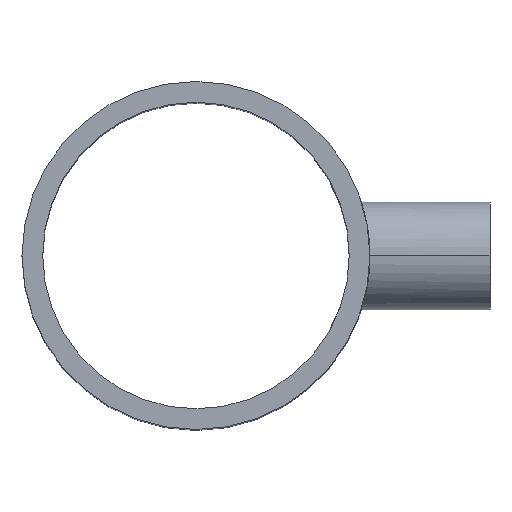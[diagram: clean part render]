
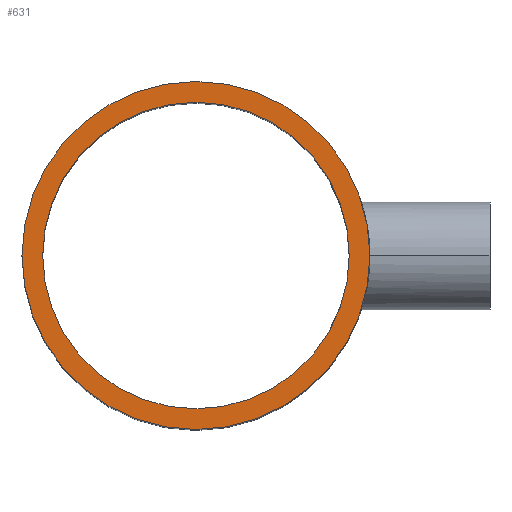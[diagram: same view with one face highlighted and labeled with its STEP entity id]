
A CAD part, top view. The second image highlights one B-rep face of the part: STEP entity #631.
In plain terms, the highlighted planar face has unit normal (0, 0, 1).
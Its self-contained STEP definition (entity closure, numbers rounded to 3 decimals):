
#45 = CARTESIAN_POINT ( 'NONE',  ( -177.5, 0., 287.5 ) ) ;
#88 = CARTESIAN_POINT ( 'NONE',  ( 0., 0., 287.5 ) ) ;
#124 = DIRECTION ( 'NONE',  ( 1., 0., 0. ) ) ;
#126 = DIRECTION ( 'NONE',  ( 0., 0., 1. ) ) ;
#127 = AXIS2_PLACEMENT_3D ( 'NONE', #335, #129, #642 ) ;
#129 = DIRECTION ( 'NONE',  ( 0., 0., 1. ) ) ;
#156 = CARTESIAN_POINT ( 'NONE',  ( 0., 0., 287.5 ) ) ;
#159 = DIRECTION ( 'NONE',  ( 0., 0., 1. ) ) ;
#165 = FACE_BOUND ( 'NONE', #479, .T. ) ;
#176 = CARTESIAN_POINT ( 'NONE',  ( 0., 0., 287.5 ) ) ;
#177 = EDGE_LOOP ( 'NONE', ( #331, #385 ) ) ;
#185 = CIRCLE ( 'NONE', #371, 156.4 ) ;
#216 = DIRECTION ( 'NONE',  ( 1., 0., 0. ) ) ;
#219 = AXIS2_PLACEMENT_3D ( 'NONE', #521, #159, #366 ) ;
#226 = ORIENTED_EDGE ( 'NONE', *, *, #281, .F. ) ;
#259 = PLANE ( 'NONE',  #646 ) ;
#281 = EDGE_CURVE ( 'NONE', #580, #636, #660, .T. ) ;
#291 = AXIS2_PLACEMENT_3D ( 'NONE', #176, #126, #590 ) ;
#296 = EDGE_CURVE ( 'NONE', #326, #525, #409, .T. ) ;
#326 = VERTEX_POINT ( 'NONE', #439 ) ;
#330 = EDGE_CURVE ( 'NONE', #636, #580, #185, .T. ) ;
#331 = ORIENTED_EDGE ( 'NONE', *, *, #639, .T. ) ;
#335 = CARTESIAN_POINT ( 'NONE',  ( 0., 0., 287.5 ) ) ;
#366 = DIRECTION ( 'NONE',  ( 1., 0., 0. ) ) ;
#370 = DIRECTION ( 'NONE',  ( 0., 0., 1. ) ) ;
#371 = AXIS2_PLACEMENT_3D ( 'NONE', #88, #596, #124 ) ;
#385 = ORIENTED_EDGE ( 'NONE', *, *, #296, .T. ) ;
#387 = ORIENTED_EDGE ( 'NONE', *, *, #330, .F. ) ;
#409 = CIRCLE ( 'NONE', #127, 177.5 ) ;
#439 = CARTESIAN_POINT ( 'NONE',  ( 177.5, 0., 287.5 ) ) ;
#464 = FACE_OUTER_BOUND ( 'NONE', #177, .T. ) ;
#472 = CARTESIAN_POINT ( 'NONE',  ( -156.4, 0., 287.5 ) ) ;
#479 = EDGE_LOOP ( 'NONE', ( #226, #387 ) ) ;
#521 = CARTESIAN_POINT ( 'NONE',  ( 0., 0., 287.5 ) ) ;
#525 = VERTEX_POINT ( 'NONE', #45 ) ;
#528 = CIRCLE ( 'NONE', #219, 177.5 ) ;
#574 = CARTESIAN_POINT ( 'NONE',  ( 156.4, 0., 287.5 ) ) ;
#580 = VERTEX_POINT ( 'NONE', #472 ) ;
#590 = DIRECTION ( 'NONE',  ( 1., 0., 0. ) ) ;
#596 = DIRECTION ( 'NONE',  ( 0., 0., 1. ) ) ;
#631 = ADVANCED_FACE ( 'NONE', ( #464, #165 ), #259, .T. ) ;
#636 = VERTEX_POINT ( 'NONE', #574 ) ;
#639 = EDGE_CURVE ( 'NONE', #525, #326, #528, .T. ) ;
#642 = DIRECTION ( 'NONE',  ( 1., 0., 0. ) ) ;
#646 = AXIS2_PLACEMENT_3D ( 'NONE', #156, #370, #216 ) ;
#660 = CIRCLE ( 'NONE', #291, 156.4 ) ;
